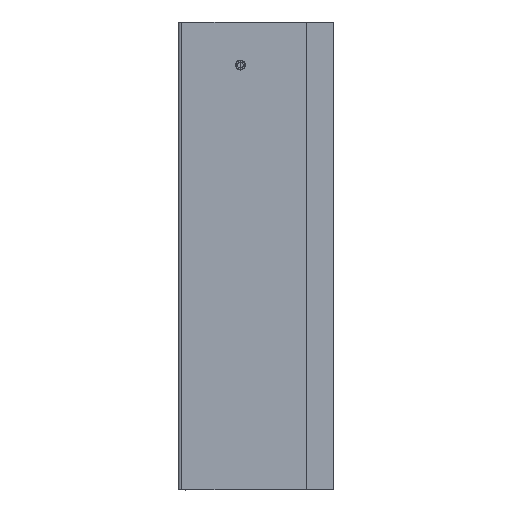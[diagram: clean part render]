
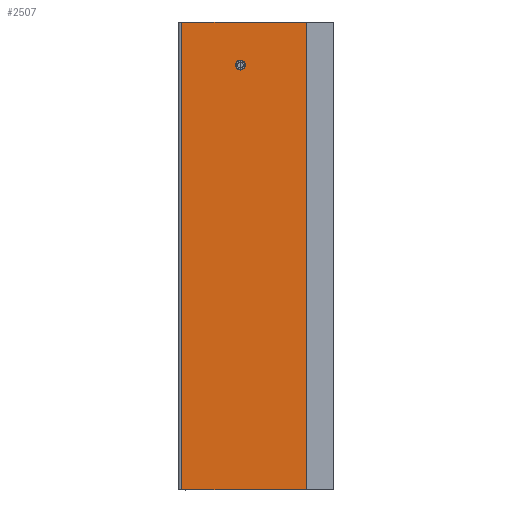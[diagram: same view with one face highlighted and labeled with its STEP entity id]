
A CAD part, left-side view. The second image highlights one B-rep face of the part: STEP entity #2507.
In plain terms, the highlighted planar face has unit normal (-1, 0, 0).
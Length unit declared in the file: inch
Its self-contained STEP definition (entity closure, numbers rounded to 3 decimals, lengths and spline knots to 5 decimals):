
#569 = ORIENTED_EDGE ( 'NONE', *, *, #10222, .T. ) ;
#625 = CARTESIAN_POINT ( 'NONE',  ( -1.5, 0., 3.05875 ) ) ;
#964 = CARTESIAN_POINT ( 'NONE',  ( -1.5, 0., -3.75 ) ) ;
#1405 = LINE ( 'NONE', #10766, #8499 ) ;
#1473 = CARTESIAN_POINT ( 'NONE',  ( -1.5, 0.94, -3.75 ) ) ;
#1556 = ORIENTED_EDGE ( 'NONE', *, *, #7912, .T. ) ;
#2443 = EDGE_CURVE ( 'NONE', #10087, #9449, #13048, .T. ) ;
#2507 = ADVANCED_FACE ( 'NONE', ( #13177, #9114 ), #13312, .F. ) ;
#2952 = LINE ( 'NONE', #9125, #7460 ) ;
#3362 = ORIENTED_EDGE ( 'NONE', *, *, #3650, .F. ) ;
#3650 = EDGE_CURVE ( 'NONE', #9449, #10087, #9197, .T. ) ;
#3746 = DIRECTION ( 'NONE',  ( 0., 0., -1. ) ) ;
#3756 = CARTESIAN_POINT ( 'NONE',  ( -1.5, 0., 2.98025 ) ) ;
#4274 = CARTESIAN_POINT ( 'NONE',  ( -1.5, 0., 3.75 ) ) ;
#4758 = DIRECTION ( 'NONE',  ( -1., 0., 0. ) ) ;
#5540 = DIRECTION ( 'NONE',  ( 0., 0., 1. ) ) ;
#6131 = CARTESIAN_POINT ( 'NONE',  ( -1.5, -1.063, -3.75 ) ) ;
#6141 = ORIENTED_EDGE ( 'NONE', *, *, #2443, .F. ) ;
#6161 = ORIENTED_EDGE ( 'NONE', *, *, #12778, .T. ) ;
#7116 = CARTESIAN_POINT ( 'NONE',  ( -1.5, -1.063, 3.75 ) ) ;
#7139 = DIRECTION ( 'NONE',  ( 0., 1., 0. ) ) ;
#7216 = DIRECTION ( 'NONE',  ( 0., 1., 0. ) ) ;
#7276 = EDGE_CURVE ( 'NONE', #10198, #8949, #8228, .T. ) ;
#7460 = VECTOR ( 'NONE', #9327, 39.37008 ) ;
#7912 = EDGE_CURVE ( 'NONE', #10198, #11978, #1405, .T. ) ;
#7963 = ORIENTED_EDGE ( 'NONE', *, *, #7276, .F. ) ;
#8038 = DIRECTION ( 'NONE',  ( 0., 0., -1. ) ) ;
#8228 = LINE ( 'NONE', #11264, #10840 ) ;
#8358 = CARTESIAN_POINT ( 'NONE',  ( -1.5, 0.94, 3.75 ) ) ;
#8499 = VECTOR ( 'NONE', #5540, 39.37008 ) ;
#8949 = VERTEX_POINT ( 'NONE', #1473 ) ;
#9047 = CARTESIAN_POINT ( 'NONE',  ( -1.5, 0., 3.05875 ) ) ;
#9114 = FACE_OUTER_BOUND ( 'NONE', #11647, .T. ) ;
#9125 = CARTESIAN_POINT ( 'NONE',  ( -1.5, 0.94, -3.75 ) ) ;
#9154 = AXIS2_PLACEMENT_3D ( 'NONE', #625, #4758, #3746 ) ;
#9178 = LINE ( 'NONE', #4274, #10811 ) ;
#9197 = CIRCLE ( 'NONE', #13075, 0.0785 ) ;
#9327 = DIRECTION ( 'NONE',  ( 0., 0., -1. ) ) ;
#9449 = VERTEX_POINT ( 'NONE', #11971 ) ;
#10065 = DIRECTION ( 'NONE',  ( 0., 0., -1. ) ) ;
#10087 = VERTEX_POINT ( 'NONE', #3756 ) ;
#10198 = VERTEX_POINT ( 'NONE', #6131 ) ;
#10222 = EDGE_CURVE ( 'NONE', #13161, #8949, #2952, .T. ) ;
#10766 = CARTESIAN_POINT ( 'NONE',  ( -1.5, -1.063, -4.42738 ) ) ;
#10811 = VECTOR ( 'NONE', #7216, 39.37008 ) ;
#10840 = VECTOR ( 'NONE', #7139, 39.37008 ) ;
#10874 = AXIS2_PLACEMENT_3D ( 'NONE', #964, #12095, #10065 ) ;
#11264 = CARTESIAN_POINT ( 'NONE',  ( -1.5, 0., -3.75 ) ) ;
#11275 = DIRECTION ( 'NONE',  ( -1., 0., 0. ) ) ;
#11647 = EDGE_LOOP ( 'NONE', ( #6161, #569, #7963, #1556 ) ) ;
#11971 = CARTESIAN_POINT ( 'NONE',  ( -1.5, 0., 3.13725 ) ) ;
#11978 = VERTEX_POINT ( 'NONE', #7116 ) ;
#12095 = DIRECTION ( 'NONE',  ( 1., 0., 0. ) ) ;
#12778 = EDGE_CURVE ( 'NONE', #11978, #13161, #9178, .T. ) ;
#12815 = EDGE_LOOP ( 'NONE', ( #6141, #3362 ) ) ;
#13048 = CIRCLE ( 'NONE', #9154, 0.0785 ) ;
#13075 = AXIS2_PLACEMENT_3D ( 'NONE', #9047, #11275, #8038 ) ;
#13161 = VERTEX_POINT ( 'NONE', #8358 ) ;
#13177 = FACE_BOUND ( 'NONE', #12815, .T. ) ;
#13312 = PLANE ( 'NONE',  #10874 ) ;
